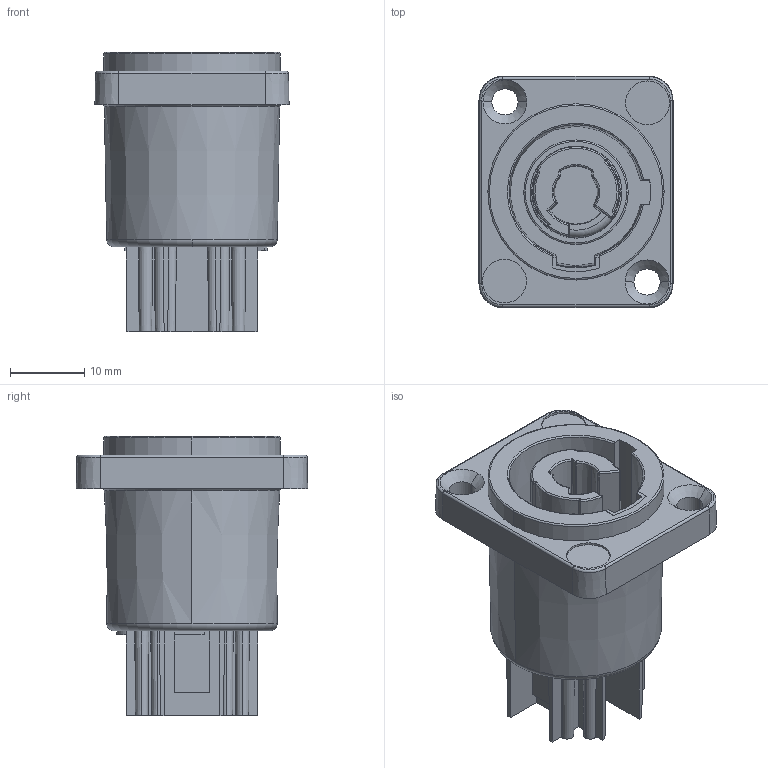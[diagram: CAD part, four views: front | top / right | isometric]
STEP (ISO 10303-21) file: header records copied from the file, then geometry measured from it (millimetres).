
FILE_DESCRIPTION (( 'STEP AP203' ), '1' );
FILE_NAME ('IO-PRC3MPA.stp', '2024-07-01T18:23:29', ( '' ), ( '' ), 'SwSTEP 2.0', 'SolidWorks 2018', '' );
FILE_SCHEMA (( 'CONFIG_CONTROL_DESIGN' ));
Length unit declared in the file: millimetre
Products named in the file (1): IO-PRC3MPA
Bounding box: 26.16 x 31.19 x 37.6 mm (x, y, z)
Volume: 8962.2 mm3; surface area: 8559.3 mm2
Topology: 2 solids, 2 shells, 333 faces, 862 edges, 551 vertices
Faces by surface type: plane 160, cylinder 65, cone 45, torus 33, bspline 19, sphere 11
Entity records: 10769 total; most frequent: CARTESIAN_POINT 2668, ORIENTED_EDGE 1716, DIRECTION 1643, EDGE_CURVE 858, AXIS2_PLACEMENT_3D 602, VERTEX_POINT 551, VECTOR 439, LINE 439
